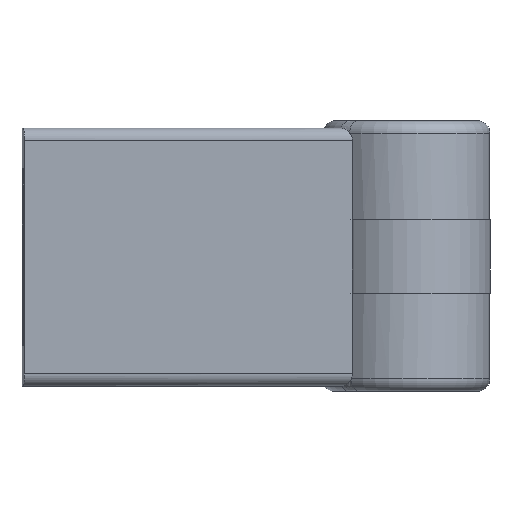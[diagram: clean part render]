
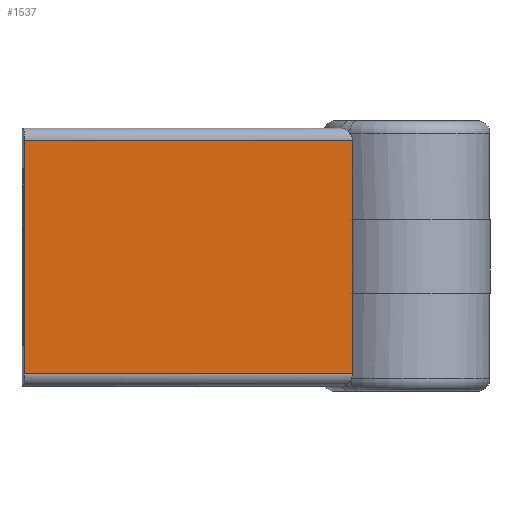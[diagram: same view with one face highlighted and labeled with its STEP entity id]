
A CAD part, left-side view. The second image highlights one B-rep face of the part: STEP entity #1537.
In plain terms, the highlighted face is planar.
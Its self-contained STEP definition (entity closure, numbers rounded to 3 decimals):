
#340 = VERTEX_POINT ( 'NONE', #6467 ) ;
#476 = CARTESIAN_POINT ( 'NONE',  ( 8., -2.8, -16.4 ) ) ;
#575 = DIRECTION ( 'NONE',  ( 0., 0., -1. ) ) ;
#985 = CARTESIAN_POINT ( 'NONE',  ( -18.715, -2.8, -18. ) ) ;
#1062 = EDGE_CURVE ( 'NONE', #3501, #4174, #7121, .T. ) ;
#1430 = VERTEX_POINT ( 'NONE', #476 ) ;
#1462 = LINE ( 'NONE', #985, #6515 ) ;
#1521 = DIRECTION ( 'NONE',  ( 1., 0., 0. ) ) ;
#1537 = ADVANCED_FACE ( 'NONE', ( #1728 ), #6166, .T. ) ;
#1542 = CARTESIAN_POINT ( 'NONE',  ( -18.715, -2.8, 2.6 ) ) ;
#1574 = DIRECTION ( 'NONE',  ( 0., 0., -1. ) ) ;
#1728 = FACE_OUTER_BOUND ( 'NONE', #3138, .T. ) ;
#2062 = CARTESIAN_POINT ( 'NONE',  ( -18.715, -2.8, -18. ) ) ;
#2319 = CARTESIAN_POINT ( 'NONE',  ( -19., -2.8, -16.4 ) ) ;
#2323 = EDGE_CURVE ( 'NONE', #4174, #340, #2549, .T. ) ;
#2549 = LINE ( 'NONE', #2062, #2604 ) ;
#2604 = VECTOR ( 'NONE', #1574, 1000. ) ;
#2617 = ORIENTED_EDGE ( 'NONE', *, *, #2668, .F. ) ;
#2668 = EDGE_CURVE ( 'NONE', #3616, #1430, #6708, .T. ) ;
#2736 = EDGE_CURVE ( 'NONE', #340, #1430, #3034, .T. ) ;
#2776 = ORIENTED_EDGE ( 'NONE', *, *, #2736, .T. ) ;
#2833 = EDGE_CURVE ( 'NONE', #5827, #3501, #1462, .T. ) ;
#2934 = VECTOR ( 'NONE', #4705, 1000. ) ;
#3034 = LINE ( 'NONE', #2319, #2934 ) ;
#3053 = VECTOR ( 'NONE', #1521, 1000. ) ;
#3138 = EDGE_LOOP ( 'NONE', ( #3593, #4498, #4133, #3516, #2776, #2617 ) ) ;
#3385 = CARTESIAN_POINT ( 'NONE',  ( -18.715, -2.8, -9.97 ) ) ;
#3501 = VERTEX_POINT ( 'NONE', #5746 ) ;
#3516 = ORIENTED_EDGE ( 'NONE', *, *, #2323, .T. ) ;
#3593 = ORIENTED_EDGE ( 'NONE', *, *, #3967, .F. ) ;
#3606 = VECTOR ( 'NONE', #5529, 1000. ) ;
#3616 = VERTEX_POINT ( 'NONE', #7086 ) ;
#3967 = EDGE_CURVE ( 'NONE', #5827, #3616, #6929, .T. ) ;
#4007 = DIRECTION ( 'NONE',  ( 0., -1., 0. ) ) ;
#4133 = ORIENTED_EDGE ( 'NONE', *, *, #1062, .T. ) ;
#4174 = VERTEX_POINT ( 'NONE', #3385 ) ;
#4188 = AXIS2_PLACEMENT_3D ( 'NONE', #4480, #4007, #575 ) ;
#4480 = CARTESIAN_POINT ( 'NONE',  ( -19., -2.8, 2.6 ) ) ;
#4498 = ORIENTED_EDGE ( 'NONE', *, *, #2833, .T. ) ;
#4705 = DIRECTION ( 'NONE',  ( 1., 0., 0. ) ) ;
#4920 = CARTESIAN_POINT ( 'NONE',  ( -18.715, -2.8, -18. ) ) ;
#5087 = CARTESIAN_POINT ( 'NONE',  ( 8., -2.8, 2.6 ) ) ;
#5529 = DIRECTION ( 'NONE',  ( 0., 0., -1. ) ) ;
#5746 = CARTESIAN_POINT ( 'NONE',  ( -18.715, -2.8, -3.97 ) ) ;
#5827 = VERTEX_POINT ( 'NONE', #1542 ) ;
#5850 = DIRECTION ( 'NONE',  ( 0., 0., -1. ) ) ;
#6166 = PLANE ( 'NONE',  #4188 ) ;
#6389 = CARTESIAN_POINT ( 'NONE',  ( -19., -2.8, 2.6 ) ) ;
#6467 = CARTESIAN_POINT ( 'NONE',  ( -18.715, -2.8, -16.4 ) ) ;
#6515 = VECTOR ( 'NONE', #5850, 1000. ) ;
#6708 = LINE ( 'NONE', #5087, #6739 ) ;
#6739 = VECTOR ( 'NONE', #6755, 1000. ) ;
#6755 = DIRECTION ( 'NONE',  ( 0., 0., -1. ) ) ;
#6929 = LINE ( 'NONE', #6389, #3053 ) ;
#7086 = CARTESIAN_POINT ( 'NONE',  ( 8., -2.8, 2.6 ) ) ;
#7121 = LINE ( 'NONE', #4920, #3606 ) ;
